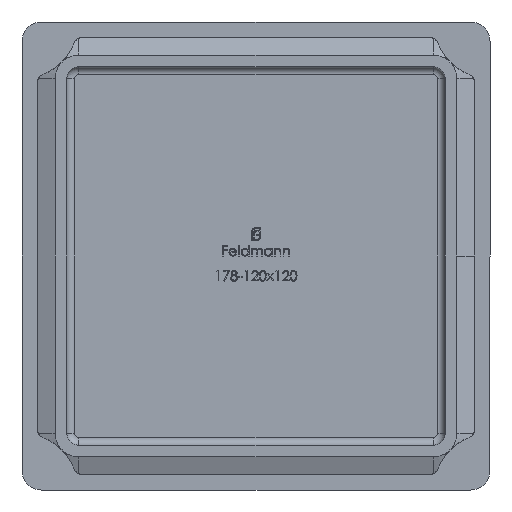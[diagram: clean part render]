
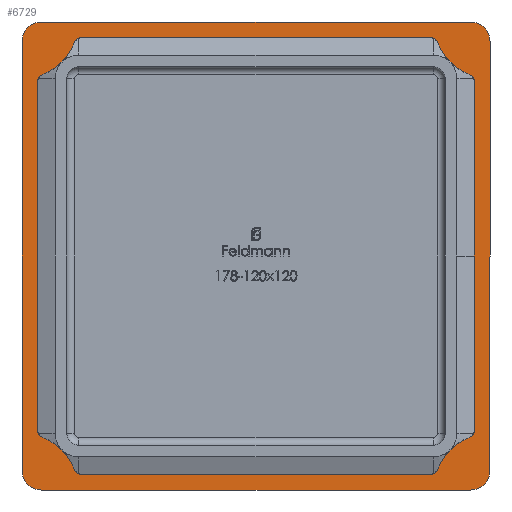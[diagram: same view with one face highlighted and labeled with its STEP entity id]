
A CAD part, front view. The second image highlights one B-rep face of the part: STEP entity #6729.
In plain terms, the highlighted planar face has unit normal (0, -1, 0).
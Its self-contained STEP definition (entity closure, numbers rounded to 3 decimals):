
#117 = VECTOR ( 'NONE', #964, 1000. ) ;
#186 = CARTESIAN_POINT ( 'NONE',  ( 30., 0., 27.5 ) ) ;
#290 = EDGE_CURVE ( 'NONE', #5469, #10001, #8964, .T. ) ;
#394 = EDGE_CURVE ( 'NONE', #8431, #18571, #13944, .T. ) ;
#416 = DIRECTION ( 'NONE',  ( 0., 0., 1. ) ) ;
#604 = EDGE_CURVE ( 'NONE', #10052, #5166, #16667, .T. ) ;
#630 = CARTESIAN_POINT ( 'NONE',  ( 27.5, 0., -30. ) ) ;
#722 = EDGE_CURVE ( 'NONE', #6232, #6659, #18898, .T. ) ;
#842 = LINE ( 'NONE', #3698, #20066 ) ;
#964 = DIRECTION ( 'NONE',  ( -1., 0., 0. ) ) ;
#1162 = VERTEX_POINT ( 'NONE', #1387 ) ;
#1387 = CARTESIAN_POINT ( 'NONE',  ( -27.5, 0., 30. ) ) ;
#1659 = CIRCLE ( 'NONE', #12881, 2.5 ) ;
#1755 = CIRCLE ( 'NONE', #20361, 2.5 ) ;
#1817 = AXIS2_PLACEMENT_3D ( 'NONE', #11978, #7487, #2505 ) ;
#1874 = DIRECTION ( 'NONE',  ( 1., 0., 0. ) ) ;
#2052 = ORIENTED_EDGE ( 'NONE', *, *, #16650, .F. ) ;
#2352 = AXIS2_PLACEMENT_3D ( 'NONE', #2916, #18816, #20173 ) ;
#2379 = DIRECTION ( 'NONE',  ( -1., 0., 0. ) ) ;
#2400 = CARTESIAN_POINT ( 'NONE',  ( -22.75, 0., -22.75 ) ) ;
#2505 = DIRECTION ( 'NONE',  ( 0., 0., 1. ) ) ;
#2658 = EDGE_CURVE ( 'NONE', #16402, #9937, #17840, .T. ) ;
#2698 = CARTESIAN_POINT ( 'NONE',  ( 27.5, 0., -27.5 ) ) ;
#2888 = DIRECTION ( 'NONE',  ( 0., 0., -1. ) ) ;
#2916 = CARTESIAN_POINT ( 'NONE',  ( 27.5, 0., 27.5 ) ) ;
#3195 = VECTOR ( 'NONE', #1874, 1000. ) ;
#3331 = DIRECTION ( 'NONE',  ( 0., -1., 0. ) ) ;
#3391 = EDGE_CURVE ( 'NONE', #10001, #8431, #11173, .T. ) ;
#3452 = CARTESIAN_POINT ( 'NONE',  ( -30., 0., 30. ) ) ;
#3514 = EDGE_LOOP ( 'NONE', ( #13461, #11578, #11102, #13993, #8660, #19790, #14355, #6912 ) ) ;
#3536 = FACE_BOUND ( 'NONE', #14251, .T. ) ;
#3539 = DIRECTION ( 'NONE',  ( 0., 0., -1. ) ) ;
#3698 = CARTESIAN_POINT ( 'NONE',  ( -22.75, 0., -25.75 ) ) ;
#3838 = DIRECTION ( 'NONE',  ( 1., 0., 0. ) ) ;
#4311 = DIRECTION ( 'NONE',  ( 0., -1., 0. ) ) ;
#4576 = DIRECTION ( 'NONE',  ( 0., 0., 1. ) ) ;
#4674 = ORIENTED_EDGE ( 'NONE', *, *, #290, .F. ) ;
#4720 = DIRECTION ( 'NONE',  ( 0., 0., -1. ) ) ;
#5037 = EDGE_CURVE ( 'NONE', #14876, #7221, #5059, .T. ) ;
#5059 = CIRCLE ( 'NONE', #7936, 2.5 ) ;
#5060 = CIRCLE ( 'NONE', #19396, 3. ) ;
#5166 = VERTEX_POINT ( 'NONE', #10618 ) ;
#5469 = VERTEX_POINT ( 'NONE', #11968 ) ;
#5509 = CARTESIAN_POINT ( 'NONE',  ( -30., 0., -30. ) ) ;
#5640 = ORIENTED_EDGE ( 'NONE', *, *, #394, .F. ) ;
#6175 = ORIENTED_EDGE ( 'NONE', *, *, #3391, .F. ) ;
#6232 = VERTEX_POINT ( 'NONE', #10518 ) ;
#6460 = VECTOR ( 'NONE', #10787, 1000. ) ;
#6483 = LINE ( 'NONE', #10680, #9642 ) ;
#6659 = VERTEX_POINT ( 'NONE', #10965 ) ;
#6729 = ADVANCED_FACE ( 'NONE', ( #3536, #12921 ), #7822, .F. ) ;
#6912 = ORIENTED_EDGE ( 'NONE', *, *, #12510, .T. ) ;
#7009 = EDGE_CURVE ( 'NONE', #15131, #6232, #842, .T. ) ;
#7221 = VERTEX_POINT ( 'NONE', #9530 ) ;
#7369 = AXIS2_PLACEMENT_3D ( 'NONE', #19078, #3331, #4720 ) ;
#7487 = DIRECTION ( 'NONE',  ( 0., -1., 0. ) ) ;
#7822 = PLANE ( 'NONE',  #8517 ) ;
#7936 = AXIS2_PLACEMENT_3D ( 'NONE', #2698, #10480, #12236 ) ;
#8201 = LINE ( 'NONE', #19348, #13626 ) ;
#8413 = DIRECTION ( 'NONE',  ( 0., 0., 1. ) ) ;
#8431 = VERTEX_POINT ( 'NONE', #20222 ) ;
#8517 = AXIS2_PLACEMENT_3D ( 'NONE', #9312, #9379, #4576 ) ;
#8654 = CARTESIAN_POINT ( 'NONE',  ( -27.5, 0., -30. ) ) ;
#8660 = ORIENTED_EDGE ( 'NONE', *, *, #19376, .F. ) ;
#8747 = ORIENTED_EDGE ( 'NONE', *, *, #17712, .F. ) ;
#8964 = CIRCLE ( 'NONE', #11055, 3. ) ;
#9312 = CARTESIAN_POINT ( 'NONE',  ( 0., 0., 0. ) ) ;
#9379 = DIRECTION ( 'NONE',  ( 0., 1., 0. ) ) ;
#9530 = CARTESIAN_POINT ( 'NONE',  ( 30., 0., -27.5 ) ) ;
#9642 = VECTOR ( 'NONE', #2888, 1000. ) ;
#9906 = DIRECTION ( 'NONE',  ( 0., 0., 1. ) ) ;
#9937 = VERTEX_POINT ( 'NONE', #14645 ) ;
#10001 = VERTEX_POINT ( 'NONE', #15535 ) ;
#10052 = VERTEX_POINT ( 'NONE', #186 ) ;
#10480 = DIRECTION ( 'NONE',  ( 0., -1., 0. ) ) ;
#10518 = CARTESIAN_POINT ( 'NONE',  ( 22.75, 0., -25.75 ) ) ;
#10618 = CARTESIAN_POINT ( 'NONE',  ( 27.5, 0., 30. ) ) ;
#10680 = CARTESIAN_POINT ( 'NONE',  ( 30., 0., -30. ) ) ;
#10787 = DIRECTION ( 'NONE',  ( 0., 0., 1. ) ) ;
#10965 = CARTESIAN_POINT ( 'NONE',  ( 25.75, 0., -22.75 ) ) ;
#11055 = AXIS2_PLACEMENT_3D ( 'NONE', #15264, #4311, #19839 ) ;
#11102 = ORIENTED_EDGE ( 'NONE', *, *, #17200, .F. ) ;
#11173 = LINE ( 'NONE', #13424, #117 ) ;
#11188 = CARTESIAN_POINT ( 'NONE',  ( -22.75, 0., -25.75 ) ) ;
#11578 = ORIENTED_EDGE ( 'NONE', *, *, #5037, .T. ) ;
#11668 = CARTESIAN_POINT ( 'NONE',  ( -27.5, 0., -27.5 ) ) ;
#11748 = EDGE_CURVE ( 'NONE', #14876, #15753, #17499, .T. ) ;
#11968 = CARTESIAN_POINT ( 'NONE',  ( 25.75, 0., 22.75 ) ) ;
#11978 = CARTESIAN_POINT ( 'NONE',  ( -22.75, 0., 22.75 ) ) ;
#12236 = DIRECTION ( 'NONE',  ( 0., 0., 1. ) ) ;
#12510 = EDGE_CURVE ( 'NONE', #16402, #15753, #1659, .T. ) ;
#12881 = AXIS2_PLACEMENT_3D ( 'NONE', #11668, #13111, #9906 ) ;
#12921 = FACE_OUTER_BOUND ( 'NONE', #3514, .T. ) ;
#13111 = DIRECTION ( 'NONE',  ( 0., -1., 0. ) ) ;
#13305 = ORIENTED_EDGE ( 'NONE', *, *, #722, .F. ) ;
#13424 = CARTESIAN_POINT ( 'NONE',  ( -22.75, 0., 25.75 ) ) ;
#13461 = ORIENTED_EDGE ( 'NONE', *, *, #11748, .F. ) ;
#13486 = DIRECTION ( 'NONE',  ( 0., 0., 1. ) ) ;
#13626 = VECTOR ( 'NONE', #3539, 1000. ) ;
#13843 = LINE ( 'NONE', #15647, #6460 ) ;
#13858 = ORIENTED_EDGE ( 'NONE', *, *, #14108, .F. ) ;
#13944 = CIRCLE ( 'NONE', #1817, 3. ) ;
#13993 = ORIENTED_EDGE ( 'NONE', *, *, #604, .T. ) ;
#14108 = EDGE_CURVE ( 'NONE', #19804, #15131, #5060, .T. ) ;
#14251 = EDGE_LOOP ( 'NONE', ( #6175, #4674, #8747, #13305, #19510, #13858, #2052, #5640 ) ) ;
#14355 = ORIENTED_EDGE ( 'NONE', *, *, #2658, .F. ) ;
#14645 = CARTESIAN_POINT ( 'NONE',  ( -30., 0., 27.5 ) ) ;
#14876 = VERTEX_POINT ( 'NONE', #630 ) ;
#15131 = VERTEX_POINT ( 'NONE', #11188 ) ;
#15264 = CARTESIAN_POINT ( 'NONE',  ( 22.75, 0., 22.75 ) ) ;
#15535 = CARTESIAN_POINT ( 'NONE',  ( 22.75, 0., 25.75 ) ) ;
#15647 = CARTESIAN_POINT ( 'NONE',  ( 25.75, 0., 22.75 ) ) ;
#15753 = VERTEX_POINT ( 'NONE', #8654 ) ;
#16122 = DIRECTION ( 'NONE',  ( 0., -1., 0. ) ) ;
#16402 = VERTEX_POINT ( 'NONE', #17160 ) ;
#16511 = CARTESIAN_POINT ( 'NONE',  ( -25.75, 0., 22.75 ) ) ;
#16650 = EDGE_CURVE ( 'NONE', #18571, #19804, #8201, .T. ) ;
#16667 = CIRCLE ( 'NONE', #2352, 2.5 ) ;
#16821 = CARTESIAN_POINT ( 'NONE',  ( -30., 0., -30. ) ) ;
#17160 = CARTESIAN_POINT ( 'NONE',  ( -30., 0., -27.5 ) ) ;
#17200 = EDGE_CURVE ( 'NONE', #10052, #7221, #6483, .T. ) ;
#17499 = LINE ( 'NONE', #5509, #18730 ) ;
#17712 = EDGE_CURVE ( 'NONE', #6659, #5469, #13843, .T. ) ;
#17840 = LINE ( 'NONE', #16821, #19832 ) ;
#17891 = DIRECTION ( 'NONE',  ( 0., -1., 0. ) ) ;
#17904 = EDGE_CURVE ( 'NONE', #1162, #9937, #1755, .T. ) ;
#18571 = VERTEX_POINT ( 'NONE', #16511 ) ;
#18730 = VECTOR ( 'NONE', #2379, 1000. ) ;
#18816 = DIRECTION ( 'NONE',  ( 0., -1., 0. ) ) ;
#18898 = CIRCLE ( 'NONE', #7369, 3. ) ;
#19078 = CARTESIAN_POINT ( 'NONE',  ( 22.75, 0., -22.75 ) ) ;
#19241 = CARTESIAN_POINT ( 'NONE',  ( -25.75, 0., -22.75 ) ) ;
#19348 = CARTESIAN_POINT ( 'NONE',  ( -25.75, 0., 22.75 ) ) ;
#19371 = CARTESIAN_POINT ( 'NONE',  ( -27.5, 0., 27.5 ) ) ;
#19376 = EDGE_CURVE ( 'NONE', #1162, #5166, #19982, .T. ) ;
#19396 = AXIS2_PLACEMENT_3D ( 'NONE', #2400, #17891, #8413 ) ;
#19510 = ORIENTED_EDGE ( 'NONE', *, *, #7009, .F. ) ;
#19790 = ORIENTED_EDGE ( 'NONE', *, *, #17904, .T. ) ;
#19804 = VERTEX_POINT ( 'NONE', #19241 ) ;
#19832 = VECTOR ( 'NONE', #13486, 1000. ) ;
#19839 = DIRECTION ( 'NONE',  ( 0., 0., 1. ) ) ;
#19982 = LINE ( 'NONE', #3452, #3195 ) ;
#20066 = VECTOR ( 'NONE', #3838, 1000. ) ;
#20173 = DIRECTION ( 'NONE',  ( 0., 0., 1. ) ) ;
#20222 = CARTESIAN_POINT ( 'NONE',  ( -22.75, 0., 25.75 ) ) ;
#20361 = AXIS2_PLACEMENT_3D ( 'NONE', #19371, #16122, #416 ) ;
